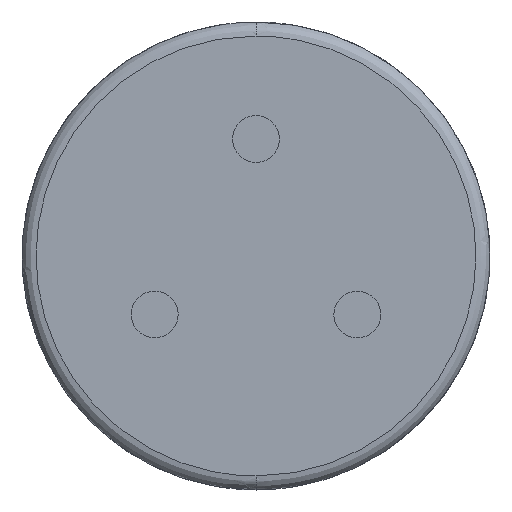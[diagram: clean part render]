
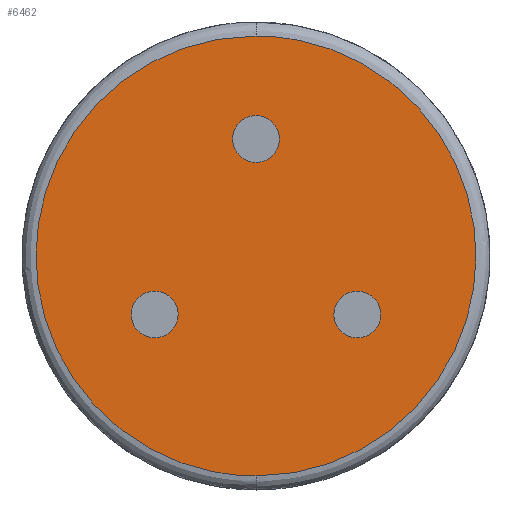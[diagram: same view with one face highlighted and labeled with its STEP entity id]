
A CAD part, front view. The second image highlights one B-rep face of the part: STEP entity #6462.
In plain terms, the highlighted free-form (B-spline) face has degree [1, 1] with [2, 2] control points.
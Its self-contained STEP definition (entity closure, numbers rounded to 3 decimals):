
#5821 = VERTEX_POINT('',#5822);
#5822 = CARTESIAN_POINT('',(0.,-4.373,
    1.249));
#5827 = EDGE_CURVE('',#5821,#5828,#5830,.T.);
#5828 = VERTEX_POINT('',#5829);
#5829 = CARTESIAN_POINT('',(0.,-4.373,1.874));
#5830 = ( BOUNDED_CURVE() B_SPLINE_CURVE(2,(#5831,#5832,#5833,#5834,
#5835),.UNSPECIFIED.,.F.,.F.) B_SPLINE_CURVE_WITH_KNOTS((3,2,3),(0.,
1.571,3.142),.PIECEWISE_BEZIER_KNOTS.) CURVE() 
GEOMETRIC_REPRESENTATION_ITEM() RATIONAL_B_SPLINE_CURVE((1.,
0.707,1.,0.707,1.)) REPRESENTATION_ITEM('') );
#5831 = CARTESIAN_POINT('',(0.,-4.373,1.249));
#5832 = CARTESIAN_POINT('',(0.312,-4.373,
    1.249));
#5833 = CARTESIAN_POINT('',(0.312,-4.373,
    1.562));
#5834 = CARTESIAN_POINT('',(0.312,-4.373,
    1.874));
#5835 = CARTESIAN_POINT('',(0.,-4.373,
    1.874));
#5869 = VERTEX_POINT('',#5870);
#5870 = CARTESIAN_POINT('',(1.352,-4.373,
    -1.093));
#5875 = EDGE_CURVE('',#5869,#5876,#5878,.T.);
#5876 = VERTEX_POINT('',#5877);
#5877 = CARTESIAN_POINT('',(1.352,-4.373,
    -0.469));
#5878 = ( BOUNDED_CURVE() B_SPLINE_CURVE(2,(#5879,#5880,#5881,#5882,
#5883),.UNSPECIFIED.,.F.,.F.) B_SPLINE_CURVE_WITH_KNOTS((3,2,3),(0.,
1.571,3.142),.PIECEWISE_BEZIER_KNOTS.) CURVE() 
GEOMETRIC_REPRESENTATION_ITEM() RATIONAL_B_SPLINE_CURVE((1.,
0.707,1.,0.707,1.)) REPRESENTATION_ITEM('') );
#5879 = CARTESIAN_POINT('',(1.352,-4.373,
    -1.093));
#5880 = CARTESIAN_POINT('',(1.665,-4.373,
    -1.093));
#5881 = CARTESIAN_POINT('',(1.665,-4.373,
    -0.781));
#5882 = CARTESIAN_POINT('',(1.665,-4.373,
    -0.469));
#5883 = CARTESIAN_POINT('',(1.352,-4.373,
    -0.469));
#5917 = VERTEX_POINT('',#5918);
#5918 = CARTESIAN_POINT('',(-1.352,-4.373,
    -1.093));
#5923 = EDGE_CURVE('',#5917,#5924,#5926,.T.);
#5924 = VERTEX_POINT('',#5925);
#5925 = CARTESIAN_POINT('',(-1.352,-4.373,
    -0.469));
#5926 = ( BOUNDED_CURVE() B_SPLINE_CURVE(2,(#5927,#5928,#5929,#5930,
#5931),.UNSPECIFIED.,.F.,.F.) B_SPLINE_CURVE_WITH_KNOTS((3,2,3),(0.,
1.571,3.142),.PIECEWISE_BEZIER_KNOTS.) CURVE() 
GEOMETRIC_REPRESENTATION_ITEM() RATIONAL_B_SPLINE_CURVE((1.,
0.707,1.,0.707,1.)) REPRESENTATION_ITEM('') );
#5927 = CARTESIAN_POINT('',(-1.352,-4.373,
    -1.093));
#5928 = CARTESIAN_POINT('',(-1.04,-4.373,
    -1.093));
#5929 = CARTESIAN_POINT('',(-1.04,-4.373,
    -0.781));
#5930 = CARTESIAN_POINT('',(-1.04,-4.373,
    -0.469));
#5931 = CARTESIAN_POINT('',(-1.352,-4.373,
    -0.469));
#5965 = VERTEX_POINT('',#5966);
#5966 = CARTESIAN_POINT('',(0.,-4.373,
    2.936));
#5972 = EDGE_CURVE('',#5973,#5965,#5975,.T.);
#5973 = VERTEX_POINT('',#5974);
#5974 = CARTESIAN_POINT('',(0.,-4.373,-2.936));
#5975 = ( BOUNDED_CURVE() B_SPLINE_CURVE(2,(#5976,#5977,#5978,#5979,
#5980),.UNSPECIFIED.,.F.,.F.) B_SPLINE_CURVE_WITH_KNOTS((3,2,3),(0.,
1.571,3.142),.PIECEWISE_BEZIER_KNOTS.) CURVE() 
GEOMETRIC_REPRESENTATION_ITEM() RATIONAL_B_SPLINE_CURVE((1.,
0.707,1.,0.707,1.)) REPRESENTATION_ITEM('') );
#5976 = CARTESIAN_POINT('',(0.,-4.373,-2.936));
#5977 = CARTESIAN_POINT('',(2.936,-4.373,
    -2.936));
#5978 = CARTESIAN_POINT('',(2.936,-4.373,
    0.));
#5979 = CARTESIAN_POINT('',(2.936,-4.373,
    2.936));
#5980 = CARTESIAN_POINT('',(0.,-4.373,
    2.936));
#6462 = ADVANCED_FACE('',(#6463,#6474,#6485,#6496),#6507,.T.);
#6463 = FACE_BOUND('',#6464,.T.);
#6464 = EDGE_LOOP('',(#6465,#6473));
#6465 = ORIENTED_EDGE('',*,*,#6466,.F.);
#6466 = EDGE_CURVE('',#5828,#5821,#6467,.T.);
#6467 = ( BOUNDED_CURVE() B_SPLINE_CURVE(2,(#6468,#6469,#6470,#6471,
#6472),.UNSPECIFIED.,.F.,.F.) B_SPLINE_CURVE_WITH_KNOTS((3,2,3),(
    3.142,4.712,6.283),
.PIECEWISE_BEZIER_KNOTS.) CURVE() GEOMETRIC_REPRESENTATION_ITEM() 
RATIONAL_B_SPLINE_CURVE((1.,0.707,1.,0.707,1.)) 
REPRESENTATION_ITEM('') );
#6468 = CARTESIAN_POINT('',(0.,-4.373,
    1.874));
#6469 = CARTESIAN_POINT('',(-0.312,-4.373,
    1.874));
#6470 = CARTESIAN_POINT('',(-0.312,-4.373,
    1.562));
#6471 = CARTESIAN_POINT('',(-0.312,-4.373,
    1.249));
#6472 = CARTESIAN_POINT('',(0.,-4.373,
    1.249));
#6473 = ORIENTED_EDGE('',*,*,#5827,.F.);
#6474 = FACE_BOUND('',#6475,.T.);
#6475 = EDGE_LOOP('',(#6476,#6484));
#6476 = ORIENTED_EDGE('',*,*,#6477,.F.);
#6477 = EDGE_CURVE('',#5876,#5869,#6478,.T.);
#6478 = ( BOUNDED_CURVE() B_SPLINE_CURVE(2,(#6479,#6480,#6481,#6482,
#6483),.UNSPECIFIED.,.F.,.F.) B_SPLINE_CURVE_WITH_KNOTS((3,2,3),(
    3.142,4.712,6.283),
.PIECEWISE_BEZIER_KNOTS.) CURVE() GEOMETRIC_REPRESENTATION_ITEM() 
RATIONAL_B_SPLINE_CURVE((1.,0.707,1.,0.707,1.)) 
REPRESENTATION_ITEM('') );
#6479 = CARTESIAN_POINT('',(1.352,-4.373,
    -0.469));
#6480 = CARTESIAN_POINT('',(1.04,-4.373,
    -0.469));
#6481 = CARTESIAN_POINT('',(1.04,-4.373,
    -0.781));
#6482 = CARTESIAN_POINT('',(1.04,-4.373,
    -1.093));
#6483 = CARTESIAN_POINT('',(1.352,-4.373,
    -1.093));
#6484 = ORIENTED_EDGE('',*,*,#5875,.F.);
#6485 = FACE_BOUND('',#6486,.T.);
#6486 = EDGE_LOOP('',(#6487,#6495));
#6487 = ORIENTED_EDGE('',*,*,#6488,.F.);
#6488 = EDGE_CURVE('',#5924,#5917,#6489,.T.);
#6489 = ( BOUNDED_CURVE() B_SPLINE_CURVE(2,(#6490,#6491,#6492,#6493,
#6494),.UNSPECIFIED.,.F.,.F.) B_SPLINE_CURVE_WITH_KNOTS((3,2,3),(
    3.142,4.712,6.283),
.PIECEWISE_BEZIER_KNOTS.) CURVE() GEOMETRIC_REPRESENTATION_ITEM() 
RATIONAL_B_SPLINE_CURVE((1.,0.707,1.,0.707,1.)) 
REPRESENTATION_ITEM('') );
#6490 = CARTESIAN_POINT('',(-1.352,-4.373,
    -0.469));
#6491 = CARTESIAN_POINT('',(-1.665,-4.373,
    -0.469));
#6492 = CARTESIAN_POINT('',(-1.665,-4.373,
    -0.781));
#6493 = CARTESIAN_POINT('',(-1.665,-4.373,
    -1.093));
#6494 = CARTESIAN_POINT('',(-1.352,-4.373,
    -1.093));
#6495 = ORIENTED_EDGE('',*,*,#5923,.F.);
#6496 = FACE_BOUND('',#6497,.T.);
#6497 = EDGE_LOOP('',(#6498,#6499));
#6498 = ORIENTED_EDGE('',*,*,#5972,.T.);
#6499 = ORIENTED_EDGE('',*,*,#6500,.T.);
#6500 = EDGE_CURVE('',#5965,#5973,#6501,.T.);
#6501 = ( BOUNDED_CURVE() B_SPLINE_CURVE(2,(#6502,#6503,#6504,#6505,
#6506),.UNSPECIFIED.,.F.,.F.) B_SPLINE_CURVE_WITH_KNOTS((3,2,3),(
    3.142,4.712,6.283),
.PIECEWISE_BEZIER_KNOTS.) CURVE() GEOMETRIC_REPRESENTATION_ITEM() 
RATIONAL_B_SPLINE_CURVE((1.,0.707,1.,0.707,1.)) 
REPRESENTATION_ITEM('') );
#6502 = CARTESIAN_POINT('',(0.,-4.373,
    2.936));
#6503 = CARTESIAN_POINT('',(-2.936,-4.373,
    2.936));
#6504 = CARTESIAN_POINT('',(-2.936,-4.373,
    0.));
#6505 = CARTESIAN_POINT('',(-2.936,-4.373,
    -2.936));
#6506 = CARTESIAN_POINT('',(0.,-4.373,
    -2.936));
#6507 = B_SPLINE_SURFACE_WITH_KNOTS('',1,1,(
    (#6508,#6509)
    ,(#6510,#6511
    )),.UNSPECIFIED.,.F.,.F.,.F.,(2,2),(2,2),(-2.35,2.35),(-2.35,2.35),
  .PIECEWISE_BEZIER_KNOTS.);
#6508 = CARTESIAN_POINT('',(2.936,-4.373,
    -2.936));
#6509 = CARTESIAN_POINT('',(-2.936,-4.373,
    -2.936));
#6510 = CARTESIAN_POINT('',(2.936,-4.373,
    2.936));
#6511 = CARTESIAN_POINT('',(-2.936,-4.373,
    2.936));
